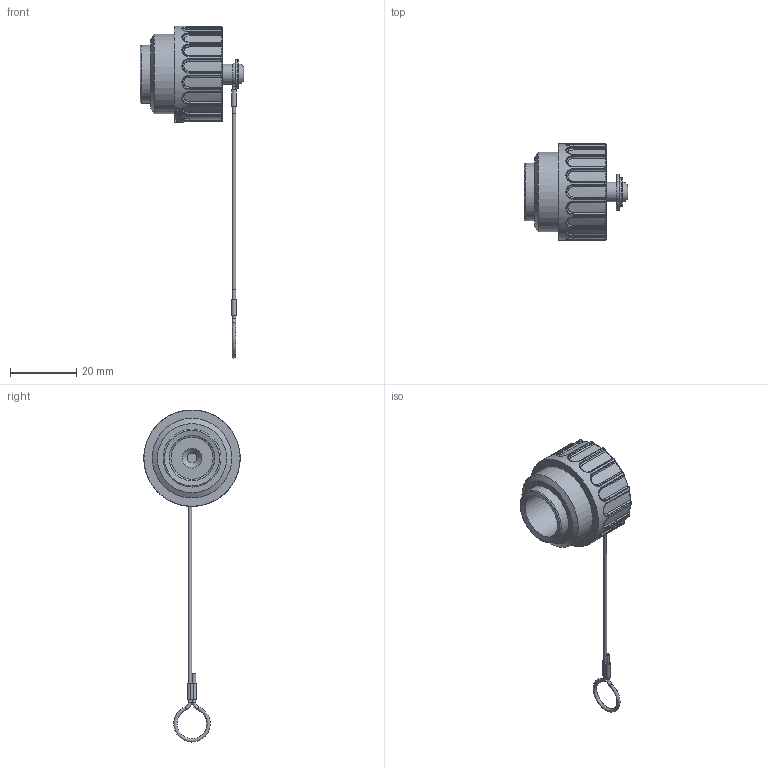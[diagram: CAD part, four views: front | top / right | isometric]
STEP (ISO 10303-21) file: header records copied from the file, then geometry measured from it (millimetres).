
FILE_DESCRIPTION(/* description */ (''),/* implementation_level */ '2;1');
FILE_NAME(/* name */ 't 6483 001nxc001-02.stp',/* time_stamp */ '2019-06-17T12:52:13+02:00',/* author */ (''),/* organization */ (''),/* preprocessor_version */ 'ST-DEVELOPER v16.7',/* originating_system */ 'SIEMENS PLM Software NX 12.0',/* authorisation */ '');
FILE_SCHEMA (('AUTOMOTIVE_DESIGN { 1 0 10303 214 3 1 1 1 }'));
Length unit declared in the file: millimetre
Products named in the file (1): t 6483 001nxc001-02
Bounding box: 31.3 x 29 x 100 mm (x, y, z)
Volume: 8140.1 mm3; surface area: 6848 mm2
Topology: 1 solids, 7 shells, 600 faces, 1438 edges, 882 vertices
Faces by surface type: bspline 249, plane 191, cylinder 149, torus 8, cone 3
Full cylindrical faces by diameter (mm): 0.48 x1, 1 x2, 3 x1, 4 x1, 4.3 x1, 6 x1, 8.8 x1, 13.5 x1, 13.7 x1, 17.4 x1, 20.5 x1, 24 x1, 25 x1, 29 x1
Entity records: 26315 total; most frequent: CARTESIAN_POINT 9805, ORIENTED_EDGE 2792, DIRECTION 2440, EDGE_CURVE 1396, AXIS2_PLACEMENT_3D 991, VERTEX_POINT 875, EDGE_LOOP 671, CIRCLE 605
